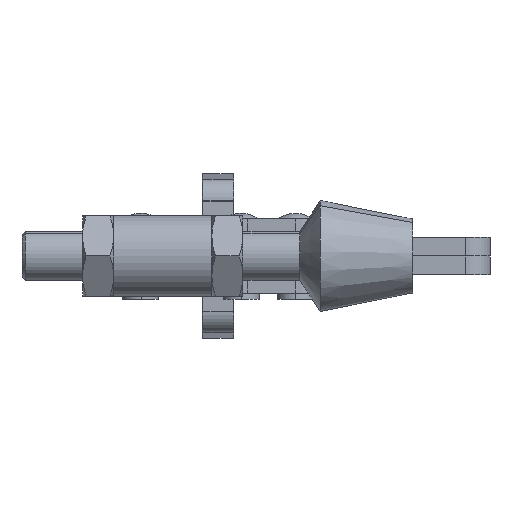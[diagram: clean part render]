
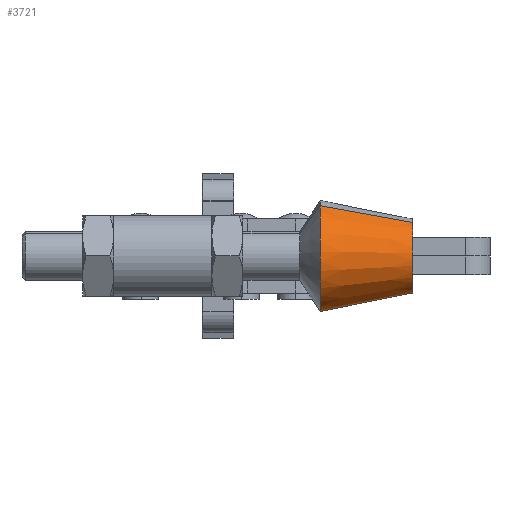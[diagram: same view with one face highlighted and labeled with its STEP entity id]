
A CAD part, left-side view. The second image highlights one B-rep face of the part: STEP entity #3721.
In plain terms, the highlighted conical face has half-angle 11.31 degrees and reference radius 6 mm.
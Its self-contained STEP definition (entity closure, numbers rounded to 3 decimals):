
#79 = CARTESIAN_POINT ( 'NONE',  ( -135.134, 15., -8.125 ) ) ;
#238 = AXIS2_PLACEMENT_3D ( 'NONE', #9201, #4523, #2963 ) ;
#356 = ORIENTED_EDGE ( 'NONE', *, *, #8481, .T. ) ;
#392 = DIRECTION ( 'NONE',  ( 0.084, 0.981, -0.177 ) ) ;
#1295 = ORIENTED_EDGE ( 'NONE', *, *, #8924, .F. ) ;
#1677 = ORIENTED_EDGE ( 'NONE', *, *, #9014, .T. ) ;
#2126 = CARTESIAN_POINT ( 'NONE',  ( -139.006, 15., 0. ) ) ;
#2308 = CARTESIAN_POINT ( 'NONE',  ( -136.425, 0., -5.417 ) ) ;
#2609 = LINE ( 'NONE', #9687, #6760 ) ;
#2733 = LINE ( 'NONE', #8999, #2971 ) ;
#2884 = DIRECTION ( 'NONE',  ( 0.43, 0., -0.903 ) ) ;
#2963 = DIRECTION ( 'NONE',  ( -0.43, 0., 0.903 ) ) ;
#2971 = VECTOR ( 'NONE', #5869, 1000. ) ;
#3483 = AXIS2_PLACEMENT_3D ( 'NONE', #8539, #3891, #9347 ) ;
#3587 = AXIS2_PLACEMENT_3D ( 'NONE', #2126, #7578, #2884 ) ;
#3721 = ADVANCED_FACE ( 'NONE', ( #5838 ), #6200, .T. ) ;
#3891 = DIRECTION ( 'NONE',  ( 0., -1., 0. ) ) ;
#4350 = VERTEX_POINT ( 'NONE', #10059 ) ;
#4523 = DIRECTION ( 'NONE',  ( 0., 1., 0. ) ) ;
#4938 = EDGE_CURVE ( 'NONE', #4350, #5462, #6979, .T. ) ;
#4951 = CARTESIAN_POINT ( 'NONE',  ( -142.877, 15., 8.125 ) ) ;
#5462 = VERTEX_POINT ( 'NONE', #2308 ) ;
#5480 = EDGE_LOOP ( 'NONE', ( #1295, #9503, #356, #1677 ) ) ;
#5838 = FACE_OUTER_BOUND ( 'NONE', #5480, .T. ) ;
#5869 = DIRECTION ( 'NONE',  ( -0.084, 0.981, 0.177 ) ) ;
#6200 = CONICAL_SURFACE ( 'NONE', #238, 6., 0.197 ) ;
#6760 = VECTOR ( 'NONE', #392, 1000. ) ;
#6979 = CIRCLE ( 'NONE', #3483, 6. ) ;
#7517 = VERTEX_POINT ( 'NONE', #4951 ) ;
#7578 = DIRECTION ( 'NONE',  ( 0., -1., 0. ) ) ;
#8481 = EDGE_CURVE ( 'NONE', #4350, #7517, #2733, .T. ) ;
#8539 = CARTESIAN_POINT ( 'NONE',  ( -139.006, 0., 0. ) ) ;
#8693 = CIRCLE ( 'NONE', #3587, 9. ) ;
#8924 = EDGE_CURVE ( 'NONE', #5462, #9572, #2609, .T. ) ;
#8999 = CARTESIAN_POINT ( 'NONE',  ( -141.586, 0., 5.417 ) ) ;
#9014 = EDGE_CURVE ( 'NONE', #7517, #9572, #8693, .T. ) ;
#9201 = CARTESIAN_POINT ( 'NONE',  ( -139.006, 0., 0. ) ) ;
#9347 = DIRECTION ( 'NONE',  ( 0.43, 0., -0.903 ) ) ;
#9503 = ORIENTED_EDGE ( 'NONE', *, *, #4938, .F. ) ;
#9572 = VERTEX_POINT ( 'NONE', #79 ) ;
#9687 = CARTESIAN_POINT ( 'NONE',  ( -136.425, 0., -5.417 ) ) ;
#10059 = CARTESIAN_POINT ( 'NONE',  ( -141.586, 0., 5.417 ) ) ;
